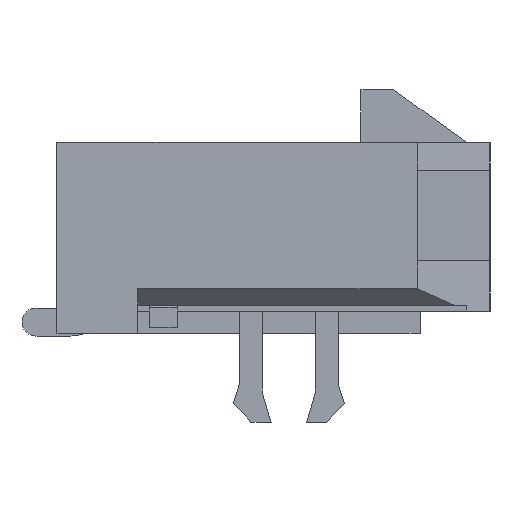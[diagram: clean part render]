
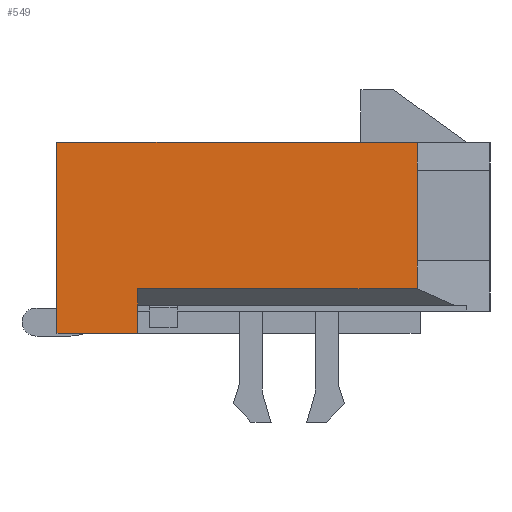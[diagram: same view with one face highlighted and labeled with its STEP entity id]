
A CAD part, left-side view. The second image highlights one B-rep face of the part: STEP entity #549.
In plain terms, the highlighted planar face has unit normal (-1, 0, 0).
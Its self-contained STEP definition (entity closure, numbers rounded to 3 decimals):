
#194=FACE_OUTER_BOUND('',#1287,.T.);
#549=ADVANCED_FACE('',(#194),#918,.T.);
#918=PLANE('',#6850);
#1287=EDGE_LOOP('',(#1792,#1793,#1794,#1795,#1796,#1797,#1798,#1799));
#1792=ORIENTED_EDGE('',*,*,#4309,.F.);
#1793=ORIENTED_EDGE('',*,*,#4310,.T.);
#1794=ORIENTED_EDGE('',*,*,#4311,.F.);
#1795=ORIENTED_EDGE('',*,*,#4312,.F.);
#1796=ORIENTED_EDGE('',*,*,#4313,.F.);
#1797=ORIENTED_EDGE('',*,*,#4314,.F.);
#1798=ORIENTED_EDGE('',*,*,#4315,.T.);
#1799=ORIENTED_EDGE('',*,*,#4316,.T.);
#3690=VERTEX_POINT('',#9344);
#3691=VERTEX_POINT('',#9345);
#3692=VERTEX_POINT('',#9347);
#3693=VERTEX_POINT('',#9349);
#3694=VERTEX_POINT('',#9351);
#3695=VERTEX_POINT('',#9353);
#3696=VERTEX_POINT('',#9355);
#3697=VERTEX_POINT('',#9357);
#4309=EDGE_CURVE('',#3690,#3691,#5261,.T.);
#4310=EDGE_CURVE('',#3690,#3692,#5262,.T.);
#4311=EDGE_CURVE('',#3693,#3692,#5263,.T.);
#4312=EDGE_CURVE('',#3694,#3693,#5264,.T.);
#4313=EDGE_CURVE('',#3695,#3694,#5265,.T.);
#4314=EDGE_CURVE('',#3696,#3695,#5266,.T.);
#4315=EDGE_CURVE('',#3696,#3697,#5267,.T.);
#4316=EDGE_CURVE('',#3697,#3691,#5268,.T.);
#5261=LINE('',#9343,#6109);
#5262=LINE('',#9346,#6110);
#5263=LINE('',#9348,#6111);
#5264=LINE('',#9350,#6112);
#5265=LINE('',#9352,#6113);
#5266=LINE('',#9354,#6114);
#5267=LINE('',#9356,#6115);
#5268=LINE('',#9358,#6116);
#6109=VECTOR('',#7443,1.);
#6110=VECTOR('',#7444,1.);
#6111=VECTOR('',#7445,1.);
#6112=VECTOR('',#7446,1.);
#6113=VECTOR('',#7447,1.);
#6114=VECTOR('',#7448,1.);
#6115=VECTOR('',#7449,1.);
#6116=VECTOR('',#7450,1.);
#6850=AXIS2_PLACEMENT_3D('',#9359,#7451,#7452);
#7443=DIRECTION('',(0.,0.,-1.));
#7444=DIRECTION('',(0.,-1.,0.));
#7445=DIRECTION('',(0.,0.,-1.));
#7446=DIRECTION('',(0.,0.,-1.));
#7447=DIRECTION('',(0.,0.,-1.));
#7448=DIRECTION('',(0.,-1.,0.));
#7449=DIRECTION('',(0.,0.,-1.));
#7450=DIRECTION('',(0.,-1.,0.));
#7451=DIRECTION('',(-1.,0.,0.));
#7452=DIRECTION('',(0.,0.,1.));
#9343=CARTESIAN_POINT('',(-19.825,8.05,-0.51));
#9344=CARTESIAN_POINT('',(-19.825,8.05,0.51));
#9345=CARTESIAN_POINT('',(-19.825,8.05,-0.51));
#9346=CARTESIAN_POINT('',(-19.825,79.695,0.51));
#9347=CARTESIAN_POINT('',(-19.825,1.668,0.51));
#9348=CARTESIAN_POINT('',(-19.825,1.668,38.214));
#9349=CARTESIAN_POINT('',(-19.825,1.668,1.15));
#9350=CARTESIAN_POINT('',(-19.825,1.668,3.22));
#9351=CARTESIAN_POINT('',(-19.825,1.668,3.22));
#9352=CARTESIAN_POINT('',(-19.825,1.668,38.214));
#9353=CARTESIAN_POINT('',(-19.825,1.668,3.86));
#9354=CARTESIAN_POINT('',(-19.825,9.9,3.86));
#9355=CARTESIAN_POINT('',(-19.825,9.9,3.86));
#9356=CARTESIAN_POINT('',(-19.825,9.9,3.86));
#9357=CARTESIAN_POINT('',(-19.825,9.9,-0.51));
#9358=CARTESIAN_POINT('',(-19.825,8.05,-0.51));
#9359=CARTESIAN_POINT('',(-19.825,9.9,3.86));
